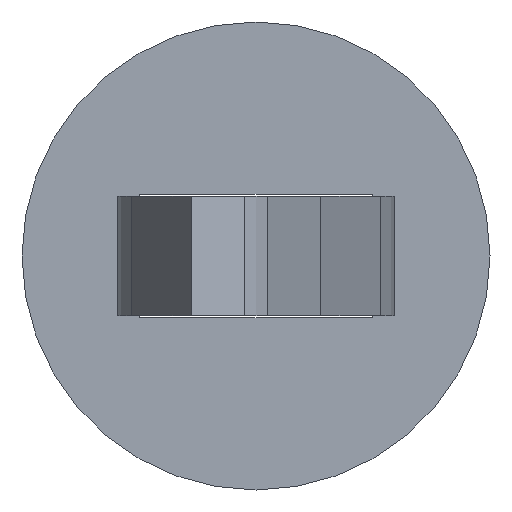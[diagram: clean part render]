
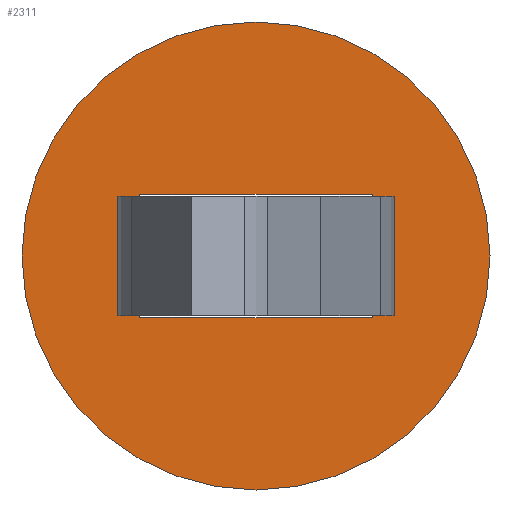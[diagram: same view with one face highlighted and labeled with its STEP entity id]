
A CAD part, front view. The second image highlights one B-rep face of the part: STEP entity #2311.
In plain terms, the highlighted planar face has unit normal (0, -1, 0).
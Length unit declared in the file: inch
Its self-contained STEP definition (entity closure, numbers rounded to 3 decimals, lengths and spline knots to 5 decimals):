
#64 = ORIENTED_EDGE ( 'NONE', *, *, #1767, .T. ) ;
#67 = ORIENTED_EDGE ( 'NONE', *, *, #1695, .F. ) ;
#117 = AXIS2_PLACEMENT_3D ( 'NONE', #509, #2074, #748 ) ;
#155 = VERTEX_POINT ( 'NONE', #1486 ) ;
#188 = ORIENTED_EDGE ( 'NONE', *, *, #1777, .T. ) ;
#282 = FACE_OUTER_BOUND ( 'NONE', #604, .T. ) ;
#509 = CARTESIAN_POINT ( 'NONE',  ( 0.00628, -0.07907, 0.00964 ) ) ;
#543 = VECTOR ( 'NONE', #1456, 39.37008 ) ;
#604 = EDGE_LOOP ( 'NONE', ( #67 ) ) ;
#625 = VECTOR ( 'NONE', #2131, 39.37008 ) ;
#728 = LINE ( 'NONE', #2353, #543 ) ;
#748 = DIRECTION ( 'NONE',  ( 0., 0., 1. ) ) ;
#762 = LINE ( 'NONE', #1012, #2470 ) ;
#797 = VERTEX_POINT ( 'NONE', #1775 ) ;
#800 = CARTESIAN_POINT ( 'NONE',  ( 0.03728, -0.07907, -0.00686 ) ) ;
#830 = CARTESIAN_POINT ( 'NONE',  ( -0.02472, -0.07907, 0.02614 ) ) ;
#987 = CARTESIAN_POINT ( 'NONE',  ( 0.03728, -0.07907, -0.00686 ) ) ;
#1012 = CARTESIAN_POINT ( 'NONE',  ( 0.03728, -0.07907, 0.02614 ) ) ;
#1150 = ORIENTED_EDGE ( 'NONE', *, *, #1740, .T. ) ;
#1224 = CARTESIAN_POINT ( 'NONE',  ( 0.00628, -0.07907, 0.00964 ) ) ;
#1378 = VECTOR ( 'NONE', #2543, 39.37008 ) ;
#1441 = DIRECTION ( 'NONE',  ( 0., 0., 1. ) ) ;
#1456 = DIRECTION ( 'NONE',  ( 0., 0., 1. ) ) ;
#1486 = CARTESIAN_POINT ( 'NONE',  ( 0.00628, -0.07907, 0.07214 ) ) ;
#1491 = LINE ( 'NONE', #1669, #1378 ) ;
#1669 = CARTESIAN_POINT ( 'NONE',  ( 0.03728, -0.07907, 0.02614 ) ) ;
#1695 = EDGE_CURVE ( 'NONE', #155, #155, #2059, .T. ) ;
#1728 = VERTEX_POINT ( 'NONE', #987 ) ;
#1740 = EDGE_CURVE ( 'NONE', #2853, #1803, #1491, .T. ) ;
#1752 = PLANE ( 'NONE',  #1757 ) ;
#1754 = EDGE_CURVE ( 'NONE', #1803, #1728, #762, .T. ) ;
#1757 = AXIS2_PLACEMENT_3D ( 'NONE', #1224, #2765, #1441 ) ;
#1767 = EDGE_CURVE ( 'NONE', #1728, #797, #2727, .T. ) ;
#1775 = CARTESIAN_POINT ( 'NONE',  ( -0.02472, -0.07907, -0.00686 ) ) ;
#1777 = EDGE_CURVE ( 'NONE', #797, #2853, #728, .T. ) ;
#1803 = VERTEX_POINT ( 'NONE', #2361 ) ;
#1987 = EDGE_LOOP ( 'NONE', ( #1150, #2752, #64, #188 ) ) ;
#2059 = CIRCLE ( 'NONE', #117, 0.0625 ) ;
#2074 = DIRECTION ( 'NONE',  ( 0., 1., 0. ) ) ;
#2131 = DIRECTION ( 'NONE',  ( -1., 0., 0. ) ) ;
#2311 = ADVANCED_FACE ( 'NONE', ( #282, #2606 ), #1752, .F. ) ;
#2353 = CARTESIAN_POINT ( 'NONE',  ( -0.02472, -0.07907, 0.02614 ) ) ;
#2361 = CARTESIAN_POINT ( 'NONE',  ( 0.03728, -0.07907, 0.02614 ) ) ;
#2470 = VECTOR ( 'NONE', #2569, 39.37008 ) ;
#2543 = DIRECTION ( 'NONE',  ( 1., 0., 0. ) ) ;
#2569 = DIRECTION ( 'NONE',  ( 0., 0., -1. ) ) ;
#2606 = FACE_BOUND ( 'NONE', #1987, .T. ) ;
#2727 = LINE ( 'NONE', #800, #625 ) ;
#2752 = ORIENTED_EDGE ( 'NONE', *, *, #1754, .T. ) ;
#2765 = DIRECTION ( 'NONE',  ( 0., 1., 0. ) ) ;
#2853 = VERTEX_POINT ( 'NONE', #830 ) ;
